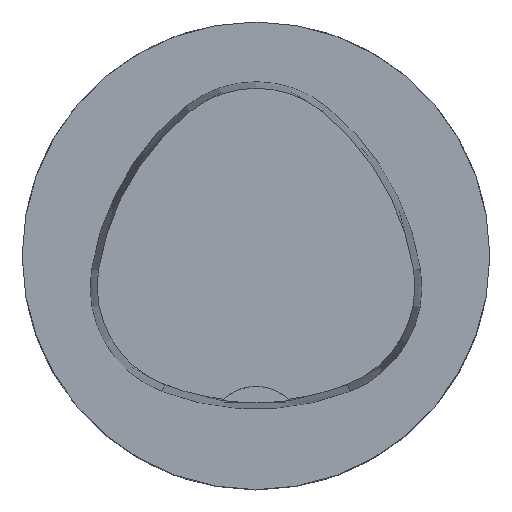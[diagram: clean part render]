
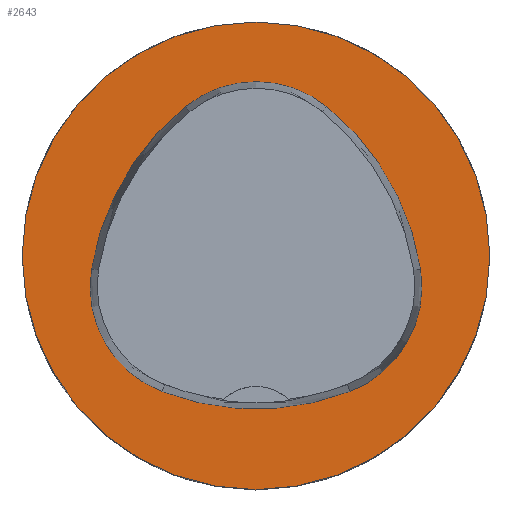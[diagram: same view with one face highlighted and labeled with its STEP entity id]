
A CAD part, top view. The second image highlights one B-rep face of the part: STEP entity #2643.
In plain terms, the highlighted planar face has unit normal (0, 0, 1).
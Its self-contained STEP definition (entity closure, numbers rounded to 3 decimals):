
#458=PLANE('',#13693);
#2643=ADVANCED_FACE('',(#3931,#3932),#458,.T.);
#3931=FACE_BOUND('',#4811,.T.);
#3932=FACE_BOUND('',#4812,.T.);
#4811=EDGE_LOOP('',(#8218,#8219,#8220,#8221,#8222,#8223));
#4812=EDGE_LOOP('',(#8224));
#8218=ORIENTED_EDGE('',*,*,#11151,.T.);
#8219=ORIENTED_EDGE('',*,*,#11131,.T.);
#8220=ORIENTED_EDGE('',*,*,#11135,.T.);
#8221=ORIENTED_EDGE('',*,*,#11138,.T.);
#8222=ORIENTED_EDGE('',*,*,#11141,.T.);
#8223=ORIENTED_EDGE('',*,*,#11149,.T.);
#8224=ORIENTED_EDGE('',*,*,#9464,.F.);
#8322=VERTEX_POINT('',#17279);
#9422=VERTEX_POINT('',#57509);
#9423=VERTEX_POINT('',#57510);
#9426=VERTEX_POINT('',#57518);
#9428=VERTEX_POINT('',#57524);
#9430=VERTEX_POINT('',#57530);
#9437=VERTEX_POINT('',#57551);
#9464=EDGE_CURVE('',#8322,#8322,#11189,.T.);
#11131=EDGE_CURVE('',#9422,#9423,#11912,.T.);
#11135=EDGE_CURVE('',#9423,#9426,#11914,.T.);
#11138=EDGE_CURVE('',#9426,#9428,#11916,.T.);
#11141=EDGE_CURVE('',#9428,#9430,#11918,.T.);
#11149=EDGE_CURVE('',#9430,#9437,#11922,.T.);
#11151=EDGE_CURVE('',#9437,#9422,#11924,.T.);
#11189=CIRCLE('',#12195,25.);
#11912=CIRCLE('',#13671,28.);
#11914=CIRCLE('',#13674,12.);
#11916=CIRCLE('',#13677,28.);
#11918=CIRCLE('',#13680,12.);
#11922=CIRCLE('',#13685,28.);
#11924=CIRCLE('',#13688,12.);
#12195=AXIS2_PLACEMENT_3D('',#17278,#13813,#13814);
#13671=AXIS2_PLACEMENT_3D('',#57508,#17039,#17040);
#13674=AXIS2_PLACEMENT_3D('',#57517,#17047,#17048);
#13677=AXIS2_PLACEMENT_3D('',#57523,#17054,#17055);
#13680=AXIS2_PLACEMENT_3D('',#57529,#17061,#17062);
#13685=AXIS2_PLACEMENT_3D('',#57552,#17073,#17074);
#13688=AXIS2_PLACEMENT_3D('',#57555,#17079,#17080);
#13693=AXIS2_PLACEMENT_3D('',#57560,#17089,#17090);
#13813=DIRECTION('',(0.,0.,-1.));
#13814=DIRECTION('',(-1.,0.,0.));
#17039=DIRECTION('',(0.,0.,-1.));
#17040=DIRECTION('',(-1.,0.,0.));
#17047=DIRECTION('',(0.,0.,-1.));
#17048=DIRECTION('',(-1.,0.,0.));
#17054=DIRECTION('',(0.,0.,-1.));
#17055=DIRECTION('',(-1.,0.,0.));
#17061=DIRECTION('',(0.,0.,-1.));
#17062=DIRECTION('',(-1.,0.,0.));
#17073=DIRECTION('',(0.,0.,-1.));
#17074=DIRECTION('',(-1.,0.,0.));
#17079=DIRECTION('',(0.,0.,-1.));
#17080=DIRECTION('',(-1.,0.,0.));
#17089=DIRECTION('',(0.,0.,1.));
#17090=DIRECTION('',(1.,0.,0.));
#17278=CARTESIAN_POINT('',(0.,0.,0.));
#17279=CARTESIAN_POINT('',(-25.,0.,0.));
#57508=CARTESIAN_POINT('',(10.068,-5.824,0.));
#57509=CARTESIAN_POINT('',(-17.584,-1.424,0.));
#57510=CARTESIAN_POINT('',(-7.531,15.953,0.));
#57517=CARTESIAN_POINT('',(0.011,6.62,0.));
#57518=CARTESIAN_POINT('',(7.567,15.942,0.));
#57523=CARTESIAN_POINT('',(-10.063,-5.81,0.));
#57524=CARTESIAN_POINT('',(17.59,-1.418,0.));
#57529=CARTESIAN_POINT('',(5.739,-3.3,0.));
#57530=CARTESIAN_POINT('',(10.05,-14.499,0.));
#57551=CARTESIAN_POINT('',(-10.025,-14.516,0.));
#57552=CARTESIAN_POINT('',(-0.01,11.631,0.));
#57555=CARTESIAN_POINT('',(-5.733,-3.31,0.));
#57560=CARTESIAN_POINT('',(0.,0.,0.));
